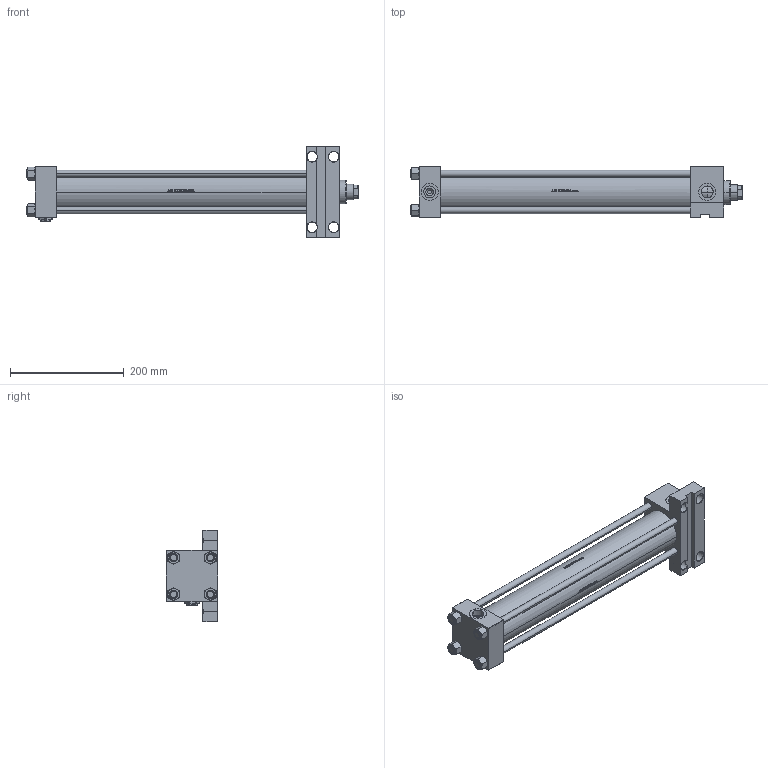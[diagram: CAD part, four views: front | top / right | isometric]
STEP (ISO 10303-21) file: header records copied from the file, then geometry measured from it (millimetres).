
FILE_DESCRIPTION (( 'STEP AP203' ), '1' );
FILE_NAME ('0c74.STEP', '2023-01-17T18:22:07', ( '' ), ( '' ), 'SwSTEP 2.0', 'SolidWorks 2019', '' );
FILE_SCHEMA (( 'CONFIG_CONTROL_DESIGN' ));
Length unit declared in the file: millimetre
Products named in the file (7): NUT_M5_F 51171335664182e6f5dec1e2c5de8834; Zatka_pro_OIL_PORT 51171335664182e6f5dec1e2c5de8834; V215CR_F_TYCINKA 51171335664182e6f5dec1e2c5de8834; V215_VC_A 51171335664182e6f5dec1e2c5de8834; V215CR_F_Body 51171335664182e6f5dec1e2c5de8834; V215CR_VCP_F 51171335664182e6f5dec1e2c5de8834; 0c74
Assembly tree (13 placements, depth 2):
  0c74
    V215CR_F_Body 51171335664182e6f5dec1e2c5de8834
    V215CR_VCP_F 51171335664182e6f5dec1e2c5de8834
    V215CR_F_TYCINKA 51171335664182e6f5dec1e2c5de8834  x4
    NUT_M5_F 51171335664182e6f5dec1e2c5de8834  x4
    V215_VC_A 51171335664182e6f5dec1e2c5de8834
    Zatka_pro_OIL_PORT 51171335664182e6f5dec1e2c5de8834  x2
Bounding box: 583 x 90 x 160 mm (x, y, z)
Volume: 1654829.8 mm3; surface area: 447264.4 mm2
Topology: 13 solids, 13 shells, 1208 faces, 2980 edges, 1919 vertices
Faces by surface type: plane 488, bspline 380, cone 194, cylinder 138, torus 8
Entity records: 49941 total; most frequent: CARTESIAN_POINT 26646, ORIENTED_EDGE 5260, DIRECTION 3396, EDGE_CURVE 2630, VERTEX_POINT 1717, LINE 1334, VECTOR 1334, EDGE_LOOP 1189
